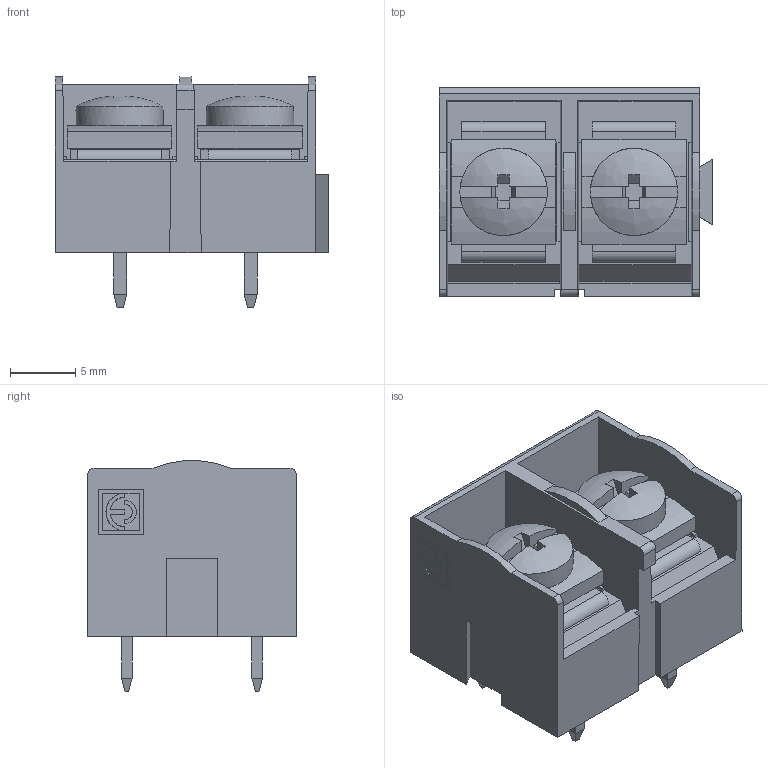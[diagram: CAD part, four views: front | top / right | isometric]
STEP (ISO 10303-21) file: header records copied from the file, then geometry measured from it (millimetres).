
FILE_DESCRIPTION(('STEP AP214'),'1');
FILE_NAME('MTS212-10-C.stp','2021-04-20T15:50:03',(' '),(' '),'Spatial InterOp 3D',' ',' ');
FILE_SCHEMA(('automotive_design'));
Length unit declared in the file: metre
Products named in the file (1): 1
Bounding box: 21 x 16 x 17.69 mm (x, y, z)
Volume: 2938.3 mm3; surface area: 2938.1 mm2
Topology: 1 solids, 1 shells, 294 faces, 782 edges, 508 vertices
Faces by surface type: plane 240, cylinder 45, bspline 4, extrusion 3, cone 2
Full cylindrical faces by diameter (mm): 3.3 x2, 3.5 x4, 3.6 x2, 6.7 x2
Entity records: 11572 total; most frequent: CARTESIAN_POINT 2058, ORIENTED_EDGE 1520, DIRECTION 1374, EDGE_CURVE 760, VECTOR 618, LINE 615, VERTEX_POINT 498, AXIS2_PLACEMENT_3D 378
